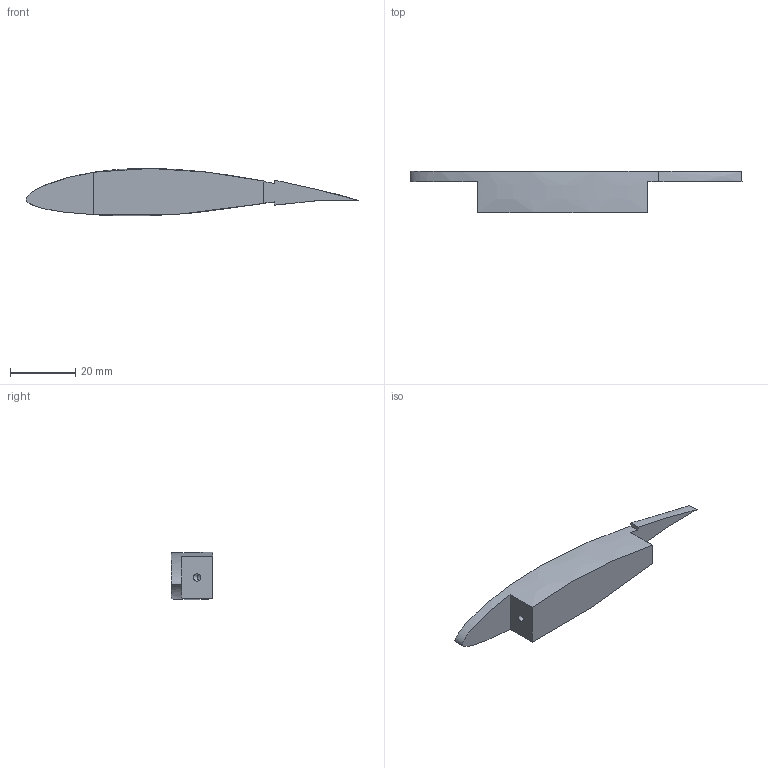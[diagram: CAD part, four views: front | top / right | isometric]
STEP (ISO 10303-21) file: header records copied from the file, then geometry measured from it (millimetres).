
FILE_DESCRIPTION (( 'STEP AP203' ), '1' );
FILE_NAME ('EXK-02-0009-02.STEP', '2021-02-17T20:47:46', ( '' ), ( '' ), 'SwSTEP 2.0', 'SolidWorks 2020', '' );
FILE_SCHEMA (( 'CONFIG_CONTROL_DESIGN' ));
Length unit declared in the file: metre
Products named in the file (1): EXK-02-0009-02
Bounding box: 101.53 x 12.7 x 14.42 mm (x, y, z)
Volume: 8601.6 mm3; surface area: 4122 mm2
Topology: 1 solids, 1 shells, 26 faces, 62 edges, 38 vertices
Faces by surface type: cylinder 8, plane 8, bspline 6, cone 4
Entity records: 2003 total; most frequent: CARTESIAN_POINT 1397, ORIENTED_EDGE 116, DIRECTION 90, EDGE_CURVE 58, VERTEX_POINT 38, AXIS2_PLACEMENT_3D 37, EDGE_LOOP 30, B_SPLINE_CURVE_WITH_KNOTS 26
